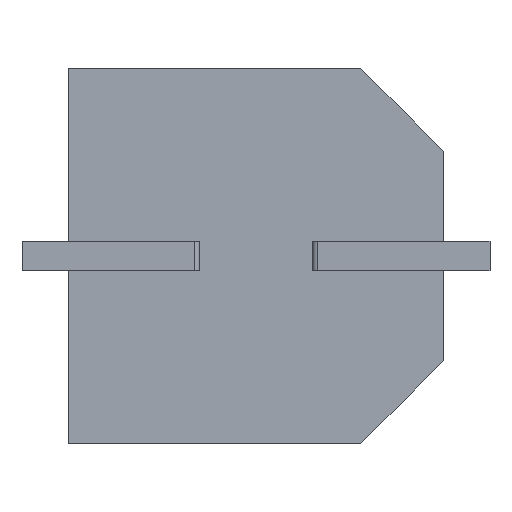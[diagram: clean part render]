
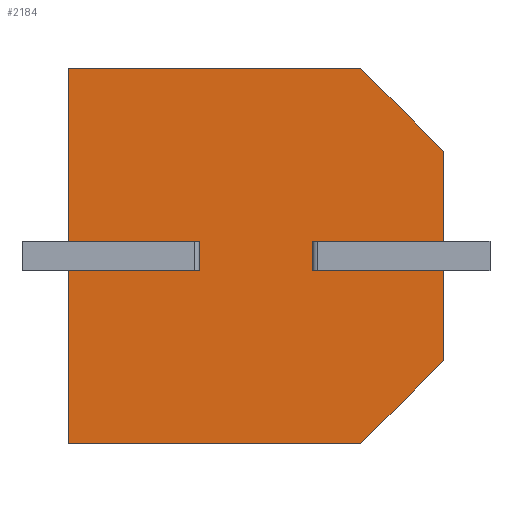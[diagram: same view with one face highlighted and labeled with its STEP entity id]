
A CAD part, front view. The second image highlights one B-rep face of the part: STEP entity #2184.
In plain terms, the highlighted planar face has unit normal (0, -1, 0).
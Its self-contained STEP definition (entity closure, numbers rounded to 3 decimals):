
#4 = DIRECTION ( 'NONE',  ( 1., 0., 0. ) ) ;
#19 = CARTESIAN_POINT ( 'NONE',  ( 0., 0., -16.5 ) ) ;
#20 = AXIS2_PLACEMENT_3D ( 'NONE', #950, #1317, #2022 ) ;
#39 = CARTESIAN_POINT ( 'NONE',  ( 10.75, 0., -8.9 ) ) ;
#55 = DIRECTION ( 'NONE',  ( 1., 0., 0. ) ) ;
#64 = CARTESIAN_POINT ( 'NONE',  ( 0., 0., -7.6 ) ) ;
#87 = DIRECTION ( 'NONE',  ( 0.707, 0., 0.707 ) ) ;
#111 = VECTOR ( 'NONE', #223, 1000. ) ;
#124 = VERTEX_POINT ( 'NONE', #696 ) ;
#138 = ORIENTED_EDGE ( 'NONE', *, *, #686, .F. ) ;
#215 = EDGE_CURVE ( 'NONE', #124, #1207, #2180, .T. ) ;
#217 = DIRECTION ( 'NONE',  ( 0., 0., -1. ) ) ;
#223 = DIRECTION ( 'NONE',  ( 0., 0., 1. ) ) ;
#278 = VERTEX_POINT ( 'NONE', #64 ) ;
#306 = ORIENTED_EDGE ( 'NONE', *, *, #1495, .T. ) ;
#314 = VECTOR ( 'NONE', #87, 1000. ) ;
#318 = VERTEX_POINT ( 'NONE', #1644 ) ;
#328 = EDGE_CURVE ( 'NONE', #1649, #1827, #1783, .T. ) ;
#331 = LINE ( 'NONE', #1073, #1208 ) ;
#370 = CARTESIAN_POINT ( 'NONE',  ( 0., 0., 0. ) ) ;
#394 = DIRECTION ( 'NONE',  ( 0., 0., -1. ) ) ;
#400 = VECTOR ( 'NONE', #1408, 1000. ) ;
#420 = CARTESIAN_POINT ( 'NONE',  ( 16.5, 0., 0. ) ) ;
#426 = ORIENTED_EDGE ( 'NONE', *, *, #1752, .F. ) ;
#429 = CARTESIAN_POINT ( 'NONE',  ( 0., 0., -8.9 ) ) ;
#445 = ORIENTED_EDGE ( 'NONE', *, *, #2009, .T. ) ;
#463 = EDGE_CURVE ( 'NONE', #1916, #704, #1071, .T. ) ;
#513 = VERTEX_POINT ( 'NONE', #2109 ) ;
#542 = ORIENTED_EDGE ( 'NONE', *, *, #1811, .T. ) ;
#544 = DIRECTION ( 'NONE',  ( 0., 0., -1. ) ) ;
#558 = VECTOR ( 'NONE', #1002, 1000. ) ;
#574 = ORIENTED_EDGE ( 'NONE', *, *, #1226, .F. ) ;
#581 = LINE ( 'NONE', #1100, #1123 ) ;
#593 = VECTOR ( 'NONE', #1986, 1000. ) ;
#597 = CARTESIAN_POINT ( 'NONE',  ( 5.75, 0., -8.9 ) ) ;
#618 = DIRECTION ( 'NONE',  ( -1., 0., 0. ) ) ;
#633 = EDGE_CURVE ( 'NONE', #318, #2145, #331, .T. ) ;
#640 = CARTESIAN_POINT ( 'NONE',  ( 16.5, 0., -12.862 ) ) ;
#657 = CARTESIAN_POINT ( 'NONE',  ( 0., 0., 0. ) ) ;
#671 = VECTOR ( 'NONE', #217, 1000. ) ;
#686 = EDGE_CURVE ( 'NONE', #1207, #1341, #1130, .T. ) ;
#696 = CARTESIAN_POINT ( 'NONE',  ( 10.75, 0., -8.9 ) ) ;
#704 = VERTEX_POINT ( 'NONE', #1120 ) ;
#735 = CARTESIAN_POINT ( 'NONE',  ( 16.5, 0., 0. ) ) ;
#744 = CARTESIAN_POINT ( 'NONE',  ( 10.75, 0., -8.9 ) ) ;
#810 = VECTOR ( 'NONE', #618, 1000. ) ;
#826 = VECTOR ( 'NONE', #2017, 1000. ) ;
#950 = CARTESIAN_POINT ( 'NONE',  ( 0., 0., 0. ) ) ;
#952 = CARTESIAN_POINT ( 'NONE',  ( 16.5, 0., -3.638 ) ) ;
#964 = CARTESIAN_POINT ( 'NONE',  ( 5.75, 0., -8.9 ) ) ;
#1002 = DIRECTION ( 'NONE',  ( 1., 0., 0. ) ) ;
#1006 = LINE ( 'NONE', #2171, #2101 ) ;
#1014 = VECTOR ( 'NONE', #2005, 1000. ) ;
#1022 = LINE ( 'NONE', #735, #1249 ) ;
#1071 = LINE ( 'NONE', #657, #558 ) ;
#1073 = CARTESIAN_POINT ( 'NONE',  ( 10.75, 0., -7.6 ) ) ;
#1076 = FACE_OUTER_BOUND ( 'NONE', #1148, .T. ) ;
#1097 = EDGE_CURVE ( 'NONE', #1916, #278, #581, .T. ) ;
#1100 = CARTESIAN_POINT ( 'NONE',  ( 0., 0., 0. ) ) ;
#1106 = CARTESIAN_POINT ( 'NONE',  ( 16.5, 0., -7.6 ) ) ;
#1120 = CARTESIAN_POINT ( 'NONE',  ( 12.862, 0., 0. ) ) ;
#1123 = VECTOR ( 'NONE', #544, 1000. ) ;
#1130 = LINE ( 'NONE', #420, #1014 ) ;
#1148 = EDGE_LOOP ( 'NONE', ( #1276, #1269, #1632, #426, #306, #1217, #1511, #2047, #574, #1882, #1904, #445, #542, #138 ) ) ;
#1164 = VERTEX_POINT ( 'NONE', #2160 ) ;
#1170 = EDGE_CURVE ( 'NONE', #1164, #278, #1006, .T. ) ;
#1179 = CARTESIAN_POINT ( 'NONE',  ( 0., 0., 0. ) ) ;
#1207 = VERTEX_POINT ( 'NONE', #1293 ) ;
#1208 = VECTOR ( 'NONE', #55, 1000. ) ;
#1217 = ORIENTED_EDGE ( 'NONE', *, *, #463, .F. ) ;
#1226 = EDGE_CURVE ( 'NONE', #1649, #1164, #1298, .T. ) ;
#1249 = VECTOR ( 'NONE', #394, 1000. ) ;
#1252 = CARTESIAN_POINT ( 'NONE',  ( 5.75, 0., -8.9 ) ) ;
#1256 = VERTEX_POINT ( 'NONE', #952 ) ;
#1269 = ORIENTED_EDGE ( 'NONE', *, *, #1710, .T. ) ;
#1276 = ORIENTED_EDGE ( 'NONE', *, *, #215, .F. ) ;
#1293 = CARTESIAN_POINT ( 'NONE',  ( 16.5, 0., -8.9 ) ) ;
#1298 = LINE ( 'NONE', #964, #826 ) ;
#1316 = LINE ( 'NONE', #39, #111 ) ;
#1317 = DIRECTION ( 'NONE',  ( 0., 1., 0. ) ) ;
#1341 = VERTEX_POINT ( 'NONE', #640 ) ;
#1408 = DIRECTION ( 'NONE',  ( -0.707, 0., 0.707 ) ) ;
#1460 = DIRECTION ( 'NONE',  ( -1., 0., 0. ) ) ;
#1495 = EDGE_CURVE ( 'NONE', #1256, #704, #2055, .T. ) ;
#1511 = ORIENTED_EDGE ( 'NONE', *, *, #1097, .T. ) ;
#1632 = ORIENTED_EDGE ( 'NONE', *, *, #633, .T. ) ;
#1644 = CARTESIAN_POINT ( 'NONE',  ( 10.75, 0., -7.6 ) ) ;
#1649 = VERTEX_POINT ( 'NONE', #1252 ) ;
#1664 = CARTESIAN_POINT ( 'NONE',  ( 16.5, 0., -12.862 ) ) ;
#1710 = EDGE_CURVE ( 'NONE', #124, #318, #1316, .T. ) ;
#1729 = LINE ( 'NONE', #370, #671 ) ;
#1752 = EDGE_CURVE ( 'NONE', #1256, #2145, #1022, .T. ) ;
#1762 = LINE ( 'NONE', #1664, #314 ) ;
#1765 = VERTEX_POINT ( 'NONE', #2215 ) ;
#1783 = LINE ( 'NONE', #597, #810 ) ;
#1811 = EDGE_CURVE ( 'NONE', #1765, #1341, #1762, .T. ) ;
#1827 = VERTEX_POINT ( 'NONE', #429 ) ;
#1882 = ORIENTED_EDGE ( 'NONE', *, *, #328, .T. ) ;
#1891 = CARTESIAN_POINT ( 'NONE',  ( 12.862, 0., 0. ) ) ;
#1904 = ORIENTED_EDGE ( 'NONE', *, *, #2163, .T. ) ;
#1916 = VERTEX_POINT ( 'NONE', #1179 ) ;
#1919 = VECTOR ( 'NONE', #4, 1000. ) ;
#1986 = DIRECTION ( 'NONE',  ( 1., 0., 0. ) ) ;
#2005 = DIRECTION ( 'NONE',  ( 0., 0., -1. ) ) ;
#2009 = EDGE_CURVE ( 'NONE', #513, #1765, #2230, .T. ) ;
#2017 = DIRECTION ( 'NONE',  ( 0., 0., 1. ) ) ;
#2022 = DIRECTION ( 'NONE',  ( 0., 0., 1. ) ) ;
#2033 = PLANE ( 'NONE',  #20 ) ;
#2047 = ORIENTED_EDGE ( 'NONE', *, *, #1170, .F. ) ;
#2055 = LINE ( 'NONE', #1891, #400 ) ;
#2101 = VECTOR ( 'NONE', #1460, 1000. ) ;
#2109 = CARTESIAN_POINT ( 'NONE',  ( 0., 0., -16.5 ) ) ;
#2145 = VERTEX_POINT ( 'NONE', #1106 ) ;
#2160 = CARTESIAN_POINT ( 'NONE',  ( 5.75, 0., -7.6 ) ) ;
#2163 = EDGE_CURVE ( 'NONE', #1827, #513, #1729, .T. ) ;
#2171 = CARTESIAN_POINT ( 'NONE',  ( 5.75, 0., -7.6 ) ) ;
#2180 = LINE ( 'NONE', #744, #593 ) ;
#2184 = ADVANCED_FACE ( 'NONE', ( #1076 ), #2033, .F. ) ;
#2215 = CARTESIAN_POINT ( 'NONE',  ( 12.862, 0., -16.5 ) ) ;
#2230 = LINE ( 'NONE', #19, #1919 ) ;
